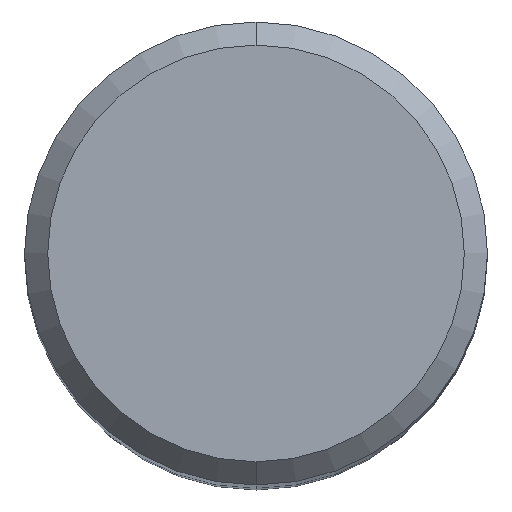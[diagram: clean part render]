
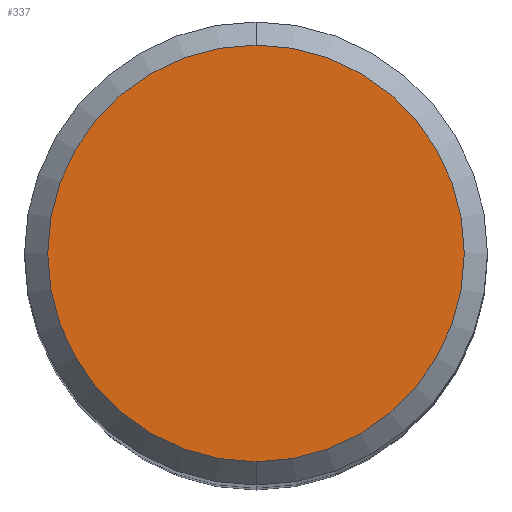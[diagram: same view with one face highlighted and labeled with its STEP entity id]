
A CAD part, top view. The second image highlights one B-rep face of the part: STEP entity #337.
In plain terms, the highlighted planar face has unit normal (0, 0, 1).
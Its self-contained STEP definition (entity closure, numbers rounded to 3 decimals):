
#177=EDGE_CURVE('',#209,#277,#469,.T.);
#209=VERTEX_POINT('',#504);
#265=EDGE_CURVE('',#277,#209,#564,.T.);
#277=VERTEX_POINT('',#578);
#337=ADVANCED_FACE('',(#641),#642,.T.);
#469=CIRCLE('',#782,5.4);
#504=CARTESIAN_POINT('',(0.,-5.4,0.));
#564=CIRCLE('',#1004,5.4);
#578=CARTESIAN_POINT('',(0.0,5.4,0.));
#641=FACE_OUTER_BOUND('',#1190,.T.);
#642=PLANE('',#1191);
#782=AXIS2_PLACEMENT_3D('',#1453,#1454,#1455);
#1004=AXIS2_PLACEMENT_3D('',#1557,#1558,#1559);
#1190=EDGE_LOOP('',(#1632,#1633));
#1191=AXIS2_PLACEMENT_3D('',#1634,#1635,#1636);
#1453=CARTESIAN_POINT('',(0.0,0.0,0.));
#1454=DIRECTION('',(0.0,0.0,-1.0));
#1455=DIRECTION('',(0.0,1.0,0.0));
#1557=CARTESIAN_POINT('',(0.0,0.0,0.));
#1558=DIRECTION('',(0.0,0.0,-1.0));
#1559=DIRECTION('',(0.0,1.0,0.0));
#1632=ORIENTED_EDGE('',*,*,#265,.F.);
#1633=ORIENTED_EDGE('',*,*,#177,.F.);
#1634=CARTESIAN_POINT('',(0.0,2.7,0.));
#1635=DIRECTION('',(-0.0,0.0,1.0));
#1636=DIRECTION('',(0.0,-1.0,0.0));
